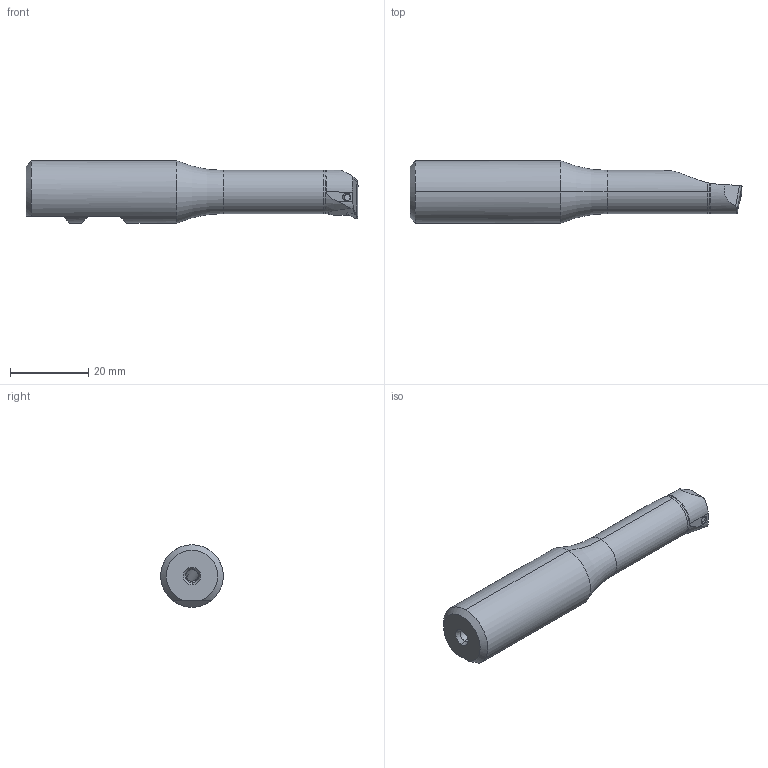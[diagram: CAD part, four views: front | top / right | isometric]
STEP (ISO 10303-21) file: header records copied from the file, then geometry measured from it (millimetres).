
FILE_DESCRIPTION (( 'STEP AP203' ), '1' );
FILE_NAME ('253.014.T09.085.STEP', '2024-08-26T13:22:05', ( '' ), ( '' ), 'SwSTEP 2.0', 'SolidWorks 2022', '' );
FILE_SCHEMA (( 'CONFIG_CONTROL_DESIGN' ));
Length unit declared in the file: millimetre
Products named in the file (4): B14-WTH.016.085_A; 253.014.T09.085; TPGH090204; WCA-ER2.001.006_B
Assembly tree (3 placements, depth 2):
  253.014.T09.085
    B14-WTH.016.085_A
    TPGH090204
    WCA-ER2.001.006_B
Bounding box: 85 x 16 x 16 mm (x, y, z)
Volume: 11044.8 mm3; surface area: 4694 mm2
Topology: 3 solids, 3 shells, 100 faces, 257 edges, 160 vertices
Faces by surface type: cylinder 38, plane 27, cone 23, torus 9, sphere 2, bspline 1
Entity records: 3687 total; most frequent: CARTESIAN_POINT 921, ORIENTED_EDGE 508, DIRECTION 490, EDGE_CURVE 254, AXIS2_PLACEMENT_3D 192, VERTEX_POINT 160, EDGE_LOOP 106, LINE 106
